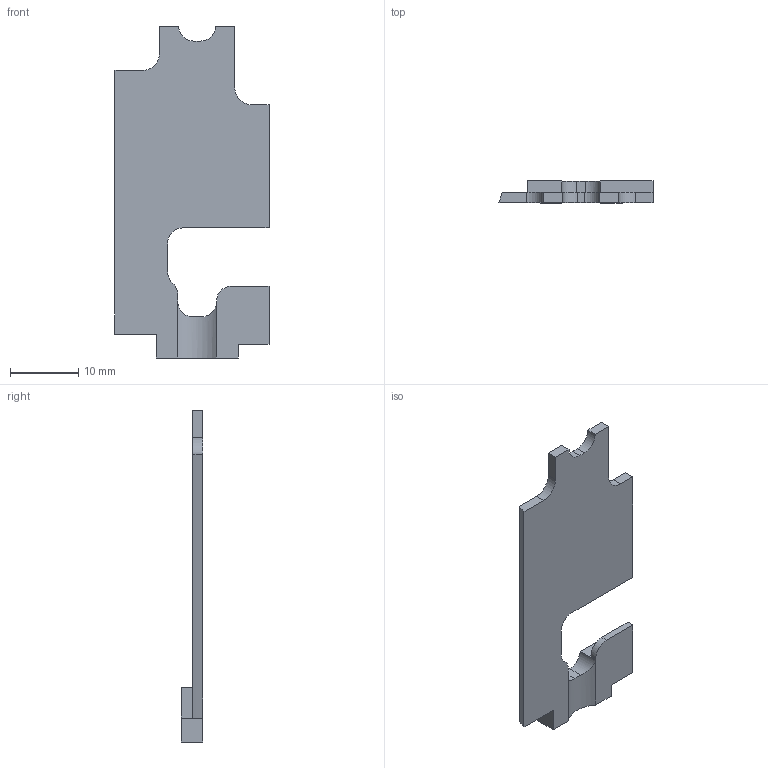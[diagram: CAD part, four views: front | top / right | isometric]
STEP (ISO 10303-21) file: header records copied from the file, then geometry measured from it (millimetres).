
FILE_DESCRIPTION(/* description */ (''),/* implementation_level */ '2;1');
FILE_NAME(/* name */ 'FMESP2 MDX40 F3 v3cover.step',/* time_stamp */ '2020-09-21T01:09:00+09:00',/* author */ (''),/* organization */ (''),/* preprocessor_version */ 'ST-DEVELOPER v18.1',/* originating_system */ 'Autodesk Translation Framework v9.3.0.1241',/* authorisation */ '');
FILE_SCHEMA (('AUTOMOTIVE_DESIGN { 1 0 10303 214 3 1 1 }'));
Length unit declared in the file: millimetre
Products named in the file (1): FMESP2 MDX40 F3
Bounding box: 22.5 x 3.2 x 48.5 mm (x, y, z)
Volume: 1182.4 mm3; surface area: 1951 mm2
Topology: 1 solids, 1 shells, 45 faces, 126 edges, 83 vertices
Faces by surface type: plane 31, cylinder 14
Entity records: 1508 total; most frequent: CARTESIAN_POINT 273, ORIENTED_EDGE 252, DIRECTION 244, EDGE_CURVE 126, LINE 96, VECTOR 96, VERTEX_POINT 83, AXIS2_PLACEMENT_3D 74
